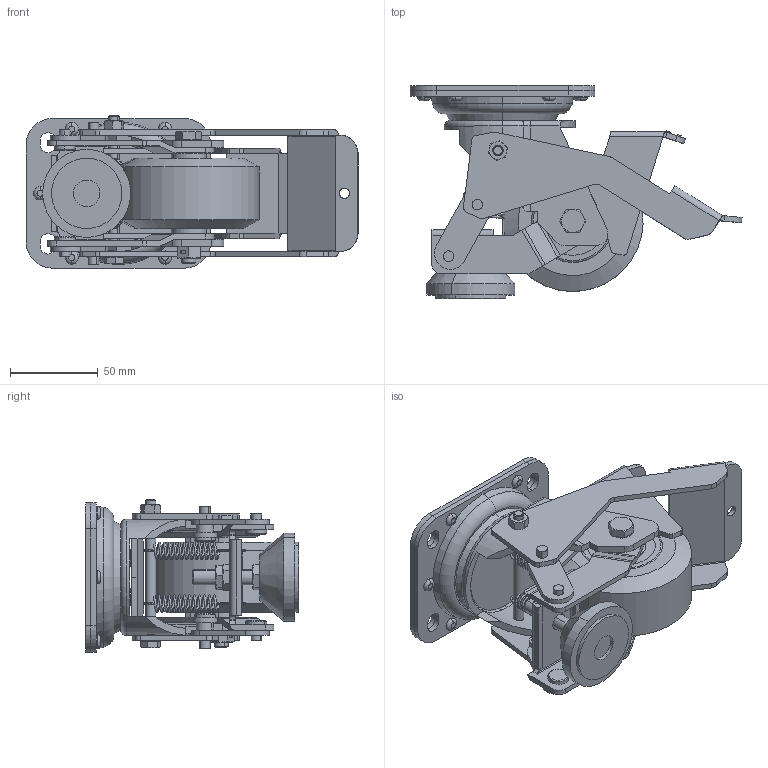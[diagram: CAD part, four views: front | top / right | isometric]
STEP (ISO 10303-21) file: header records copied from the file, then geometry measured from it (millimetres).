
FILE_DESCRIPTION (( 'STEP AP214' ), '1' );
FILE_NAME ('0044750_HR-IG-PAH-080-K-3_betaetigt_(A-04).step', '2019-09-26T08:02:29', ( '' ), ( '' ), 'SwSTEP 2.0', 'SolidWorks 2018', '' );
FILE_SCHEMA (( 'AUTOMOTIVE_DESIGN' ));
Length unit declared in the file: millimetre
Products named in the file (1): 0044750_HR-IG-PAH-080-K-3_betaetigt_(A-04)
Bounding box: 188.67 x 121.05 x 86.5 mm (x, y, z)
Volume: 432858.4 mm3; surface area: 191359.2 mm2
Topology: 43 solids, 43 shells, 878 faces, 2072 edges, 1294 vertices
Faces by surface type: plane 330, cylinder 320, cone 132, torus 78, bspline 10, sphere 8
Entity records: 45753 total; most frequent: CARTESIAN_POINT 15231, DIRECTION 4405, ORIENTED_EDGE 4116, EDGE_CURVE 2058, AXIS2_PLACEMENT_3D 1758, VERTEX_POINT 1286, EDGE_LOOP 990, UNCERTAINTY_MEASURE_WITH_UNIT 923
